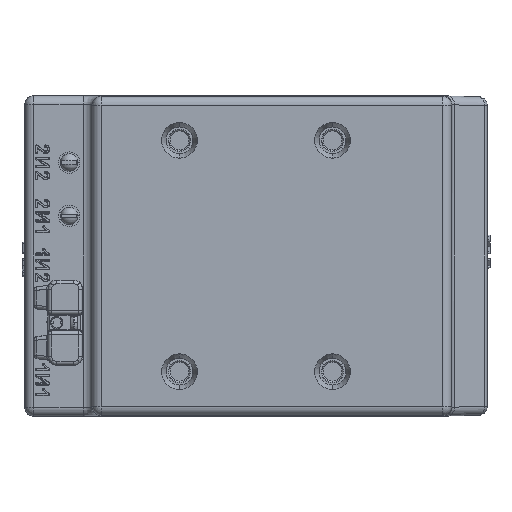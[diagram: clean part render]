
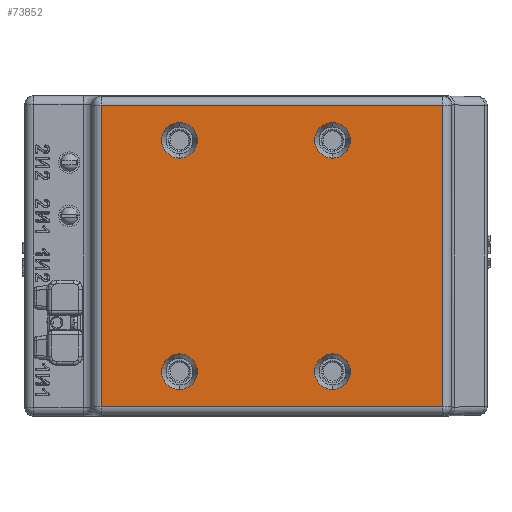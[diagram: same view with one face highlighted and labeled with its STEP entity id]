
A CAD part, front view. The second image highlights one B-rep face of the part: STEP entity #73852.
In plain terms, the highlighted planar face has unit normal (0, -1, 0).
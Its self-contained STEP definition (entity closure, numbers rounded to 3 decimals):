
#396 = CARTESIAN_POINT ( 'NONE',  ( -87., 0., -84.736 ) ) ;
#427 = CARTESIAN_POINT ( 'NONE',  ( -87., 0., 84.736 ) ) ;
#1493 = FACE_BOUND ( 'NONE', #17846, .T. ) ;
#3325 = CIRCLE ( 'NONE', #19279, 10. ) ;
#3528 = FACE_BOUND ( 'NONE', #38252, .T. ) ;
#3531 = FACE_BOUND ( 'NONE', #37104, .T. ) ;
#3540 = FACE_BOUND ( 'NONE', #17852, .T. ) ;
#3550 = FACE_OUTER_BOUND ( 'NONE', #17888, .T. ) ;
#14033 = VERTEX_POINT ( 'NONE', #396 ) ;
#14081 = VERTEX_POINT ( 'NONE', #427 ) ;
#14980 = VERTEX_POINT ( 'NONE', #44156 ) ;
#17846 = EDGE_LOOP ( 'NONE', ( #104805, #104800 ) ) ;
#17852 = EDGE_LOOP ( 'NONE', ( #104799, #104929 ) ) ;
#17888 = EDGE_LOOP ( 'NONE', ( #104930, #104954, #104936, #104918 ) ) ;
#18595 = AXIS2_PLACEMENT_3D ( 'NONE', #94051, #95983, #95964 ) ;
#19086 = AXIS2_PLACEMENT_3D ( 'NONE', #100892, #100006, #99907 ) ;
#19173 = AXIS2_PLACEMENT_3D ( 'NONE', #99777, #100898, #100524 ) ;
#19279 = AXIS2_PLACEMENT_3D ( 'NONE', #33889, #33291, #33514 ) ;
#19441 = AXIS2_PLACEMENT_3D ( 'NONE', #37924, #37387, #37939 ) ;
#19463 = AXIS2_PLACEMENT_3D ( 'NONE', #37267, #37481, #37840 ) ;
#19476 = AXIS2_PLACEMENT_3D ( 'NONE', #94717, #94666, #94701 ) ;
#19960 = EDGE_CURVE ( 'NONE', #56644, #56326, #65394, .T. ) ;
#33291 = DIRECTION ( 'NONE',  ( 0., -1., 0. ) ) ;
#33514 = DIRECTION ( 'NONE',  ( 0., 0., -1. ) ) ;
#33889 = CARTESIAN_POINT ( 'NONE',  ( 43., 0., 65. ) ) ;
#36856 = CARTESIAN_POINT ( 'NONE',  ( 104.736, 0., -217.647 ) ) ;
#37104 = EDGE_LOOP ( 'NONE', ( #104928, #104931 ) ) ;
#37267 = CARTESIAN_POINT ( 'NONE',  ( 43., 0., -65. ) ) ;
#37387 = DIRECTION ( 'NONE',  ( 0., -1., 0. ) ) ;
#37481 = DIRECTION ( 'NONE',  ( 0., -1., 0. ) ) ;
#37840 = DIRECTION ( 'NONE',  ( 0., 0., -1. ) ) ;
#37924 = CARTESIAN_POINT ( 'NONE',  ( -43., 0., -65. ) ) ;
#37939 = DIRECTION ( 'NONE',  ( 0., 0., -1. ) ) ;
#38252 = EDGE_LOOP ( 'NONE', ( #104926, #104927 ) ) ;
#38706 = CARTESIAN_POINT ( 'NONE',  ( -87., 0., -217.647 ) ) ;
#38984 = DIRECTION ( 'NONE',  ( 0., 0., 1. ) ) ;
#39005 = DIRECTION ( 'NONE',  ( 0., 0., -1. ) ) ;
#44021 = DIRECTION ( 'NONE',  ( 0., -1., 0. ) ) ;
#44022 = DIRECTION ( 'NONE',  ( 0., 0., -1. ) ) ;
#44039 = CARTESIAN_POINT ( 'NONE',  ( -43., 0., -65. ) ) ;
#44156 = CARTESIAN_POINT ( 'NONE',  ( -43., 0., 75. ) ) ;
#45544 = AXIS2_PLACEMENT_3D ( 'NONE', #64577, #64573, #64565 ) ;
#56326 = VERTEX_POINT ( 'NONE', #80855 ) ;
#56420 = VERTEX_POINT ( 'NONE', #80138 ) ;
#56442 = VERTEX_POINT ( 'NONE', #80406 ) ;
#56443 = VERTEX_POINT ( 'NONE', #80063 ) ;
#56446 = VERTEX_POINT ( 'NONE', #81963 ) ;
#56644 = VERTEX_POINT ( 'NONE', #80502 ) ;
#56646 = VERTEX_POINT ( 'NONE', #80809 ) ;
#56654 = VERTEX_POINT ( 'NONE', #80923 ) ;
#56659 = VERTEX_POINT ( 'NONE', #81923 ) ;
#64518 = PLANE ( 'NONE',  #45544 ) ;
#64565 = DIRECTION ( 'NONE',  ( 0., 0., 1. ) ) ;
#64573 = DIRECTION ( 'NONE',  ( 0., 1., 0. ) ) ;
#64577 = CARTESIAN_POINT ( 'NONE',  ( 130., 0., -217.647 ) ) ;
#65394 = CIRCLE ( 'NONE', #76851, 10. ) ;
#66045 = LINE ( 'NONE', #95957, #66046 ) ;
#66046 = VECTOR ( 'NONE', #95954, 1000. ) ;
#66122 = CIRCLE ( 'NONE', #19476, 10. ) ;
#66447 = CIRCLE ( 'NONE', #19463, 10. ) ;
#66520 = LINE ( 'NONE', #96475, #66523 ) ;
#66523 = VECTOR ( 'NONE', #96630, 1000. ) ;
#66547 = CIRCLE ( 'NONE', #18595, 10. ) ;
#66748 = VECTOR ( 'NONE', #39005, 1000. ) ;
#66750 = LINE ( 'NONE', #38706, #66748 ) ;
#73852 = ADVANCED_FACE ( 'NONE', ( #1493, #3540, #3528, #3531, #3550 ), #64518, .F. ) ;
#76851 = AXIS2_PLACEMENT_3D ( 'NONE', #44039, #44021, #44022 ) ;
#80063 = CARTESIAN_POINT ( 'NONE',  ( 43., 0., -55. ) ) ;
#80138 = CARTESIAN_POINT ( 'NONE',  ( 104.736, 0., -84.736 ) ) ;
#80406 = CARTESIAN_POINT ( 'NONE',  ( 43., 0., 75. ) ) ;
#80502 = CARTESIAN_POINT ( 'NONE',  ( -43., 0., -55. ) ) ;
#80809 = CARTESIAN_POINT ( 'NONE',  ( -43., 0., 55. ) ) ;
#80855 = CARTESIAN_POINT ( 'NONE',  ( -43., 0., -75. ) ) ;
#80923 = CARTESIAN_POINT ( 'NONE',  ( 104.736, 0., 84.736 ) ) ;
#81923 = CARTESIAN_POINT ( 'NONE',  ( 43., 0., 55. ) ) ;
#81963 = CARTESIAN_POINT ( 'NONE',  ( 43., 0., -75. ) ) ;
#82336 = EDGE_CURVE ( 'NONE', #56442, #56659, #3325, .T. ) ;
#82883 = EDGE_CURVE ( 'NONE', #56659, #56442, #117200, .T. ) ;
#82937 = EDGE_CURVE ( 'NONE', #56443, #56446, #117334, .T. ) ;
#83950 = EDGE_CURVE ( 'NONE', #56420, #56654, #115112, .T. ) ;
#84107 = EDGE_CURVE ( 'NONE', #56326, #56644, #117464, .T. ) ;
#84332 = EDGE_CURVE ( 'NONE', #14081, #14033, #66750, .T. ) ;
#84383 = EDGE_CURVE ( 'NONE', #56446, #56443, #66447, .T. ) ;
#84443 = EDGE_CURVE ( 'NONE', #14980, #56646, #66122, .T. ) ;
#84678 = EDGE_CURVE ( 'NONE', #56654, #14081, #66045, .T. ) ;
#84683 = EDGE_CURVE ( 'NONE', #56646, #14980, #66547, .T. ) ;
#84685 = EDGE_CURVE ( 'NONE', #14033, #56420, #66520, .T. ) ;
#94051 = CARTESIAN_POINT ( 'NONE',  ( -43., 0., 65. ) ) ;
#94666 = DIRECTION ( 'NONE',  ( 0., -1., 0. ) ) ;
#94701 = DIRECTION ( 'NONE',  ( 0., 0., -1. ) ) ;
#94717 = CARTESIAN_POINT ( 'NONE',  ( -43., 0., 65. ) ) ;
#95954 = DIRECTION ( 'NONE',  ( -1., 0., 0. ) ) ;
#95957 = CARTESIAN_POINT ( 'NONE',  ( -92., 0., 84.736 ) ) ;
#95964 = DIRECTION ( 'NONE',  ( 0., 0., -1. ) ) ;
#95983 = DIRECTION ( 'NONE',  ( 0., -1., 0. ) ) ;
#96475 = CARTESIAN_POINT ( 'NONE',  ( 130., 0., -84.736 ) ) ;
#96630 = DIRECTION ( 'NONE',  ( 1., 0., 0. ) ) ;
#99777 = CARTESIAN_POINT ( 'NONE',  ( 43., 0., 65. ) ) ;
#99907 = DIRECTION ( 'NONE',  ( 0., 0., -1. ) ) ;
#100006 = DIRECTION ( 'NONE',  ( 0., -1., 0. ) ) ;
#100524 = DIRECTION ( 'NONE',  ( 0., 0., -1. ) ) ;
#100892 = CARTESIAN_POINT ( 'NONE',  ( 43., 0., -65. ) ) ;
#100898 = DIRECTION ( 'NONE',  ( 0., -1., 0. ) ) ;
#104799 = ORIENTED_EDGE ( 'NONE', *, *, #82883, .F. ) ;
#104800 = ORIENTED_EDGE ( 'NONE', *, *, #82937, .F. ) ;
#104805 = ORIENTED_EDGE ( 'NONE', *, *, #84383, .F. ) ;
#104918 = ORIENTED_EDGE ( 'NONE', *, *, #84332, .T. ) ;
#104926 = ORIENTED_EDGE ( 'NONE', *, *, #84683, .F. ) ;
#104927 = ORIENTED_EDGE ( 'NONE', *, *, #84443, .F. ) ;
#104928 = ORIENTED_EDGE ( 'NONE', *, *, #84107, .F. ) ;
#104929 = ORIENTED_EDGE ( 'NONE', *, *, #82336, .F. ) ;
#104930 = ORIENTED_EDGE ( 'NONE', *, *, #84685, .T. ) ;
#104931 = ORIENTED_EDGE ( 'NONE', *, *, #19960, .F. ) ;
#104936 = ORIENTED_EDGE ( 'NONE', *, *, #84678, .T. ) ;
#104954 = ORIENTED_EDGE ( 'NONE', *, *, #83950, .T. ) ;
#115112 = LINE ( 'NONE', #36856, #115405 ) ;
#115405 = VECTOR ( 'NONE', #38984, 1000. ) ;
#117200 = CIRCLE ( 'NONE', #19173, 10. ) ;
#117334 = CIRCLE ( 'NONE', #19086, 10. ) ;
#117464 = CIRCLE ( 'NONE', #19441, 10. ) ;
